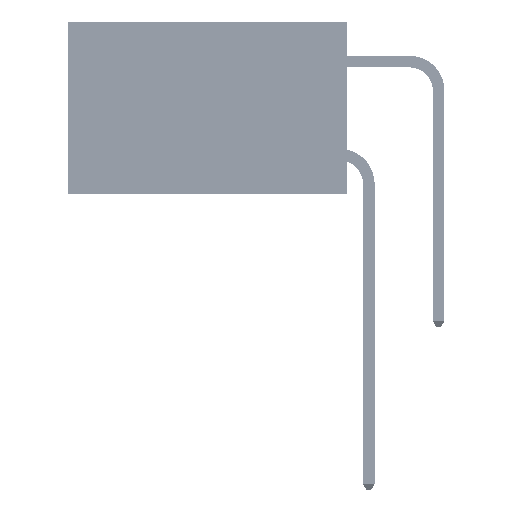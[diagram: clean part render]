
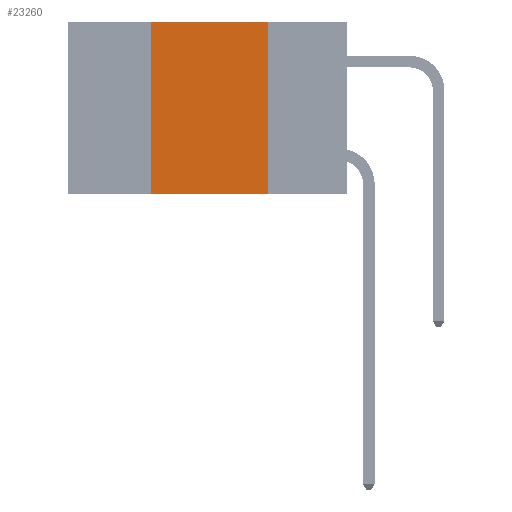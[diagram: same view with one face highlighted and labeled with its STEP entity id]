
A CAD part, left-side view. The second image highlights one B-rep face of the part: STEP entity #23260.
In plain terms, the highlighted planar face has unit normal (-1, 0, 0).
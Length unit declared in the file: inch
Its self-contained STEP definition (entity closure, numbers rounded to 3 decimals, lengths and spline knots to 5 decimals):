
#715 = VECTOR ( 'NONE', #16252, 39.37008 ) ;
#813 = DIRECTION ( 'NONE',  ( 1., 0., 0. ) ) ;
#3262 = DIRECTION ( 'NONE',  ( 0., 0., -1. ) ) ;
#4869 = VECTOR ( 'NONE', #3262, 39.37008 ) ;
#5084 = FACE_OUTER_BOUND ( 'NONE', #41771, .T. ) ;
#5498 = CARTESIAN_POINT ( 'NONE',  ( 0., 0.6, 0. ) ) ;
#6001 = LINE ( 'NONE', #32166, #4869 ) ;
#8202 = EDGE_CURVE ( 'NONE', #13487, #44532, #27117, .T. ) ;
#12153 = VERTEX_POINT ( 'NONE', #15733 ) ;
#13487 = VERTEX_POINT ( 'NONE', #31826 ) ;
#15733 = CARTESIAN_POINT ( 'NONE',  ( 0., 0.42, 0. ) ) ;
#16252 = DIRECTION ( 'NONE',  ( 0., 0., 1. ) ) ;
#18094 = ORIENTED_EDGE ( 'NONE', *, *, #34075, .F. ) ;
#18994 = CARTESIAN_POINT ( 'NONE',  ( 0., 0.6, 0. ) ) ;
#23260 = ADVANCED_FACE ( 'NONE', ( #5084 ), #44309, .F. ) ;
#23656 = AXIS2_PLACEMENT_3D ( 'NONE', #18994, #813, #26285 ) ;
#25991 = VECTOR ( 'NONE', #35844, 39.37008 ) ;
#26285 = DIRECTION ( 'NONE',  ( 0., 0., -1. ) ) ;
#26522 = ORIENTED_EDGE ( 'NONE', *, *, #45286, .F. ) ;
#27117 = LINE ( 'NONE', #39505, #25991 ) ;
#31462 = VERTEX_POINT ( 'NONE', #37511 ) ;
#31826 = CARTESIAN_POINT ( 'NONE',  ( 0., 0.42, -0.37 ) ) ;
#32166 = CARTESIAN_POINT ( 'NONE',  ( 0., 0.17, 0. ) ) ;
#33124 = ORIENTED_EDGE ( 'NONE', *, *, #8202, .T. ) ;
#34075 = EDGE_CURVE ( 'NONE', #13487, #12153, #38264, .T. ) ;
#34425 = DIRECTION ( 'NONE',  ( 0., -1., 0. ) ) ;
#35844 = DIRECTION ( 'NONE',  ( 0., -1., 0. ) ) ;
#36421 = LINE ( 'NONE', #5498, #44906 ) ;
#37241 = ORIENTED_EDGE ( 'NONE', *, *, #42152, .F. ) ;
#37511 = CARTESIAN_POINT ( 'NONE',  ( 0., 0.17, 0. ) ) ;
#37954 = CARTESIAN_POINT ( 'NONE',  ( 0., 0.42, 0. ) ) ;
#38264 = LINE ( 'NONE', #37954, #715 ) ;
#39505 = CARTESIAN_POINT ( 'NONE',  ( 0., 0.6, -0.37 ) ) ;
#41771 = EDGE_LOOP ( 'NONE', ( #26522, #37241, #18094, #33124 ) ) ;
#42152 = EDGE_CURVE ( 'NONE', #12153, #31462, #36421, .T. ) ;
#42673 = CARTESIAN_POINT ( 'NONE',  ( 0., 0.17, -0.37 ) ) ;
#44309 = PLANE ( 'NONE',  #23656 ) ;
#44532 = VERTEX_POINT ( 'NONE', #42673 ) ;
#44906 = VECTOR ( 'NONE', #34425, 39.37008 ) ;
#45286 = EDGE_CURVE ( 'NONE', #31462, #44532, #6001, .T. ) ;
